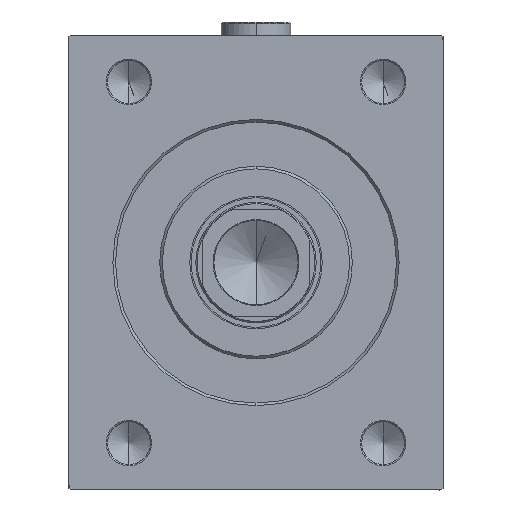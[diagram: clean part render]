
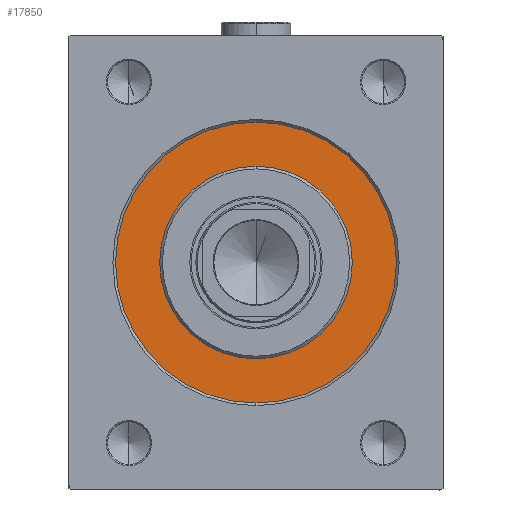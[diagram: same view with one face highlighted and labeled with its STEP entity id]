
A CAD part, left-side view. The second image highlights one B-rep face of the part: STEP entity #17850.
In plain terms, the highlighted face is planar.
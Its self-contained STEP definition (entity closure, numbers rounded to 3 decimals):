
#1900 = AXIS2_PLACEMENT_3D ( 'NONE', #10130, #44659, #27608 ) ;
#3761 = ORIENTED_EDGE ( 'NONE', *, *, #24444, .F. ) ;
#3767 = ORIENTED_EDGE ( 'NONE', *, *, #42986, .F. ) ;
#3803 = EDGE_LOOP ( 'NONE', ( #24101, #3761 ) ) ;
#4149 = CARTESIAN_POINT ( 'NONE',  ( 0., 0., 0. ) ) ;
#4629 = DIRECTION ( 'NONE',  ( 0., 0., 1. ) ) ;
#5083 = FACE_OUTER_BOUND ( 'NONE', #3803, .T. ) ;
#5513 = AXIS2_PLACEMENT_3D ( 'NONE', #24563, #42066, #10769 ) ;
#8082 = CARTESIAN_POINT ( 'NONE',  ( 0., 0., 0. ) ) ;
#10130 = CARTESIAN_POINT ( 'NONE',  ( 0., 0., 0. ) ) ;
#10661 = CIRCLE ( 'NONE', #5513, 36. ) ;
#10769 = DIRECTION ( 'NONE',  ( 0., 0., -1. ) ) ;
#11329 = AXIS2_PLACEMENT_3D ( 'NONE', #40698, #26434, #34012 ) ;
#16314 = EDGE_LOOP ( 'NONE', ( #24333, #3767 ) ) ;
#17850 = ADVANCED_FACE ( 'NONE', ( #29691, #5083 ), #36142, .F. ) ;
#19643 = AXIS2_PLACEMENT_3D ( 'NONE', #8082, #22113, #4629 ) ;
#21691 = CIRCLE ( 'NONE', #32730, 36. ) ;
#22113 = DIRECTION ( 'NONE',  ( -1., 0., 0. ) ) ;
#24101 = ORIENTED_EDGE ( 'NONE', *, *, #40513, .F. ) ;
#24333 = ORIENTED_EDGE ( 'NONE', *, *, #31100, .F. ) ;
#24444 = EDGE_CURVE ( 'NONE', #25915, #28713, #37046, .T. ) ;
#24563 = CARTESIAN_POINT ( 'NONE',  ( 0., 0., 0. ) ) ;
#25915 = VERTEX_POINT ( 'NONE', #33936 ) ;
#26434 = DIRECTION ( 'NONE',  ( -1., 0., 0. ) ) ;
#27608 = DIRECTION ( 'NONE',  ( 0., 0., 1. ) ) ;
#28529 = DIRECTION ( 'NONE',  ( 0., 0., -1. ) ) ;
#28713 = VERTEX_POINT ( 'NONE', #43339 ) ;
#29691 = FACE_BOUND ( 'NONE', #16314, .T. ) ;
#31100 = EDGE_CURVE ( 'NONE', #45220, #45151, #10661, .T. ) ;
#32417 = CARTESIAN_POINT ( 'NONE',  ( 0., 0., -36. ) ) ;
#32665 = DIRECTION ( 'NONE',  ( 1., 0., 0. ) ) ;
#32730 = AXIS2_PLACEMENT_3D ( 'NONE', #4149, #32665, #28529 ) ;
#33936 = CARTESIAN_POINT ( 'NONE',  ( 0., 0., 52.5 ) ) ;
#34012 = DIRECTION ( 'NONE',  ( 0., 0., 1. ) ) ;
#36142 = PLANE ( 'NONE',  #19643 ) ;
#36411 = CIRCLE ( 'NONE', #1900, 52.5 ) ;
#37046 = CIRCLE ( 'NONE', #11329, 52.5 ) ;
#39784 = CARTESIAN_POINT ( 'NONE',  ( 0., 0., 36. ) ) ;
#40513 = EDGE_CURVE ( 'NONE', #28713, #25915, #36411, .T. ) ;
#40698 = CARTESIAN_POINT ( 'NONE',  ( 0., 0., 0. ) ) ;
#42066 = DIRECTION ( 'NONE',  ( 1., 0., 0. ) ) ;
#42986 = EDGE_CURVE ( 'NONE', #45151, #45220, #21691, .T. ) ;
#43339 = CARTESIAN_POINT ( 'NONE',  ( 0., 0., -52.5 ) ) ;
#44659 = DIRECTION ( 'NONE',  ( -1., 0., 0. ) ) ;
#45151 = VERTEX_POINT ( 'NONE', #32417 ) ;
#45220 = VERTEX_POINT ( 'NONE', #39784 ) ;
